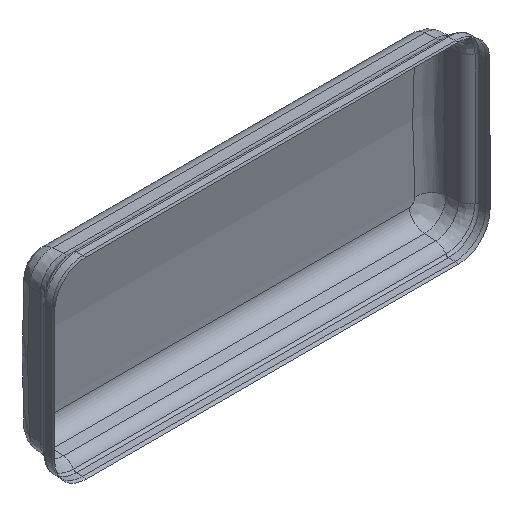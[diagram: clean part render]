
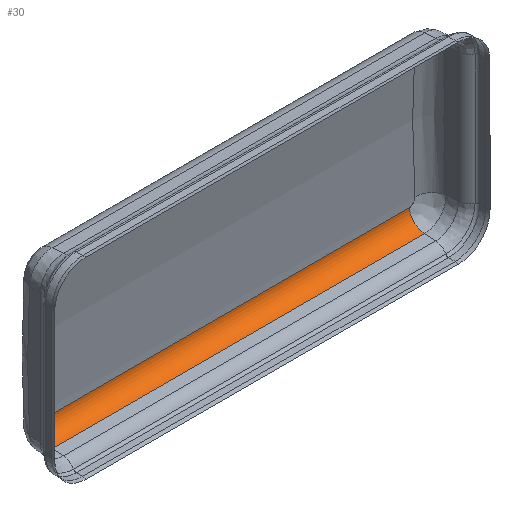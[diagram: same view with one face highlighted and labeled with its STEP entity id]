
A CAD part, isometric view. The second image highlights one B-rep face of the part: STEP entity #30.
In plain terms, the highlighted cylindrical face has radius 6.35 mm (diameter 12.7 mm), a partial arc.
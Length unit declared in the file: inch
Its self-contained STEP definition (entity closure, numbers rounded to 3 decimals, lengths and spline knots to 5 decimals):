
#14 = ORIENTED_EDGE ( 'NONE', *, *, #15, .F. ) ;
#15 = EDGE_CURVE ( 'NONE', #16, #52, #587, .T. ) ;
#16 = VERTEX_POINT ( 'NONE', #575 ) ;
#30 = ADVANCED_FACE ( 'NONE', ( #2206 ), #2192, .T. ) ;
#35 = EDGE_LOOP ( 'NONE', ( #48, #14, #45, #47 ) ) ;
#43 = EDGE_CURVE ( 'NONE', #55, #79, #630, .T. ) ;
#45 = ORIENTED_EDGE ( 'NONE', *, *, #46, .F. ) ;
#46 = EDGE_CURVE ( 'NONE', #55, #16, #627, .T. ) ;
#47 = ORIENTED_EDGE ( 'NONE', *, *, #43, .T. ) ;
#48 = ORIENTED_EDGE ( 'NONE', *, *, #51, .F. ) ;
#51 = EDGE_CURVE ( 'NONE', #52, #79, #917, .T. ) ;
#52 = VERTEX_POINT ( 'NONE', #912 ) ;
#55 = VERTEX_POINT ( 'NONE', #923 ) ;
#79 = VERTEX_POINT ( 'NONE', #1074 ) ;
#575 = CARTESIAN_POINT ( 'NONE',  ( -2.875, 0.47469, -1.34181 ) ) ;
#576 = VECTOR ( 'NONE', #585, 39.37008 ) ;
#585 = DIRECTION ( 'NONE',  ( 1., 0., 0. ) ) ;
#586 = CARTESIAN_POINT ( 'NONE',  ( 0., 0.47469, -1.34181 ) ) ;
#587 = LINE ( 'NONE', #586, #576 ) ;
#624 = DIRECTION ( 'NONE',  ( 0., 0., -1. ) ) ;
#625 = DIRECTION ( 'NONE',  ( -1., 0., 0. ) ) ;
#626 = AXIS2_PLACEMENT_3D ( 'NONE', #631, #625, #624 ) ;
#627 = CIRCLE ( 'NONE', #626, 0.25 ) ;
#630 = LINE ( 'NONE', #708, #633 ) ;
#631 = CARTESIAN_POINT ( 'NONE',  ( -2.875, 0.45726, -1.09242 ) ) ;
#632 = DIRECTION ( 'NONE',  ( 1., 0., 0. ) ) ;
#633 = VECTOR ( 'NONE', #632, 39.37008 ) ;
#708 = CARTESIAN_POINT ( 'NONE',  ( 0., 0.70665, -1.10984 ) ) ;
#912 = CARTESIAN_POINT ( 'NONE',  ( 2.875, 0.47469, -1.34181 ) ) ;
#914 = DIRECTION ( 'NONE',  ( 1., 0., 0. ) ) ;
#915 = CARTESIAN_POINT ( 'NONE',  ( 2.875, 0.45726, -1.09242 ) ) ;
#916 = AXIS2_PLACEMENT_3D ( 'NONE', #915, #914, #918 ) ;
#917 = CIRCLE ( 'NONE', #916, 0.25 ) ;
#918 = DIRECTION ( 'NONE',  ( 0., 0., -1. ) ) ;
#923 = CARTESIAN_POINT ( 'NONE',  ( -2.875, 0.70665, -1.10984 ) ) ;
#1074 = CARTESIAN_POINT ( 'NONE',  ( 2.875, 0.70665, -1.10984 ) ) ;
#2191 = AXIS2_PLACEMENT_3D ( 'NONE', #2244, #2243, #2242 ) ;
#2192 = CYLINDRICAL_SURFACE ( 'NONE', #2191, 0.25 ) ;
#2206 = FACE_OUTER_BOUND ( 'NONE', #35, .T. ) ;
#2242 = DIRECTION ( 'NONE',  ( 0., 0., -1. ) ) ;
#2243 = DIRECTION ( 'NONE',  ( 1., 0., 0. ) ) ;
#2244 = CARTESIAN_POINT ( 'NONE',  ( -2.875, 0.45726, -1.09242 ) ) ;
